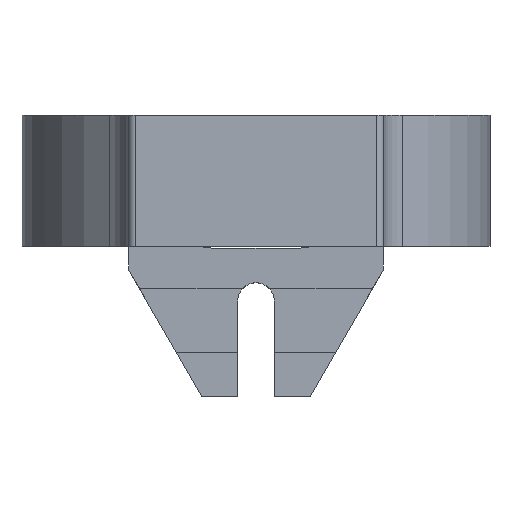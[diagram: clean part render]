
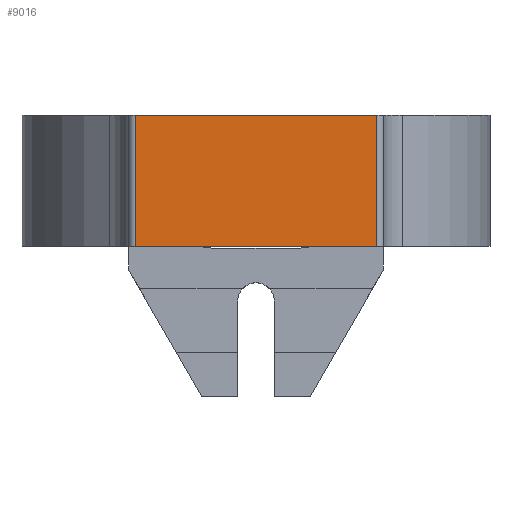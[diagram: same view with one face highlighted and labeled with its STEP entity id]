
A CAD part, front view. The second image highlights one B-rep face of the part: STEP entity #9016.
In plain terms, the highlighted planar face has unit normal (0, -1, 0).
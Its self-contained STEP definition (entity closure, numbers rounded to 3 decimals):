
#601 = LINE ( 'NONE', #12564, #3162 ) ;
#756 = ORIENTED_EDGE ( 'NONE', *, *, #17737, .T. ) ;
#2337 = CARTESIAN_POINT ( 'NONE',  ( -55.759, 12.075, 9. ) ) ;
#2685 = VECTOR ( 'NONE', #6711, 1000. ) ;
#3162 = VECTOR ( 'NONE', #8092, 1000. ) ;
#3209 = LINE ( 'NONE', #13703, #8885 ) ;
#3280 = FACE_OUTER_BOUND ( 'NONE', #4556, .T. ) ;
#3557 = ORIENTED_EDGE ( 'NONE', *, *, #11011, .F. ) ;
#4556 = EDGE_LOOP ( 'NONE', ( #6366, #18572, #756, #3557 ) ) ;
#4749 = AXIS2_PLACEMENT_3D ( 'NONE', #16923, #12123, #12319 ) ;
#5205 = CARTESIAN_POINT ( 'NONE',  ( -55.759, 12.075, 24.8 ) ) ;
#6045 = CARTESIAN_POINT ( 'NONE',  ( -26.859, 12.075, 24.7 ) ) ;
#6255 = VERTEX_POINT ( 'NONE', #11917 ) ;
#6366 = ORIENTED_EDGE ( 'NONE', *, *, #14339, .F. ) ;
#6595 = PLANE ( 'NONE',  #4749 ) ;
#6711 = DIRECTION ( 'NONE',  ( 1., 0., 0. ) ) ;
#8092 = DIRECTION ( 'NONE',  ( 1., 0., 0. ) ) ;
#8198 = VERTEX_POINT ( 'NONE', #6045 ) ;
#8885 = VECTOR ( 'NONE', #13515, 1000. ) ;
#9016 = ADVANCED_FACE ( 'NONE', ( #3280 ), #6595, .F. ) ;
#10085 = VERTEX_POINT ( 'NONE', #10690 ) ;
#10690 = CARTESIAN_POINT ( 'NONE',  ( -55.759, 12.075, 24.7 ) ) ;
#11011 = EDGE_CURVE ( 'NONE', #8198, #6255, #3209, .T. ) ;
#11917 = CARTESIAN_POINT ( 'NONE',  ( -26.859, 12.075, 9. ) ) ;
#12123 = DIRECTION ( 'NONE',  ( 0., 1., 0. ) ) ;
#12319 = DIRECTION ( 'NONE',  ( 1., 0., 0. ) ) ;
#12564 = CARTESIAN_POINT ( 'NONE',  ( -41.309, 12.075, 9. ) ) ;
#12929 = VERTEX_POINT ( 'NONE', #2337 ) ;
#13515 = DIRECTION ( 'NONE',  ( 0., 0., -1. ) ) ;
#13703 = CARTESIAN_POINT ( 'NONE',  ( -26.859, 12.075, 24.8 ) ) ;
#14339 = EDGE_CURVE ( 'NONE', #10085, #8198, #18609, .T. ) ;
#15367 = CARTESIAN_POINT ( 'NONE',  ( -56.559, 12.075, 24.7 ) ) ;
#15532 = LINE ( 'NONE', #5205, #15899 ) ;
#15899 = VECTOR ( 'NONE', #17096, 1000. ) ;
#16923 = CARTESIAN_POINT ( 'NONE',  ( -56.559, 12.075, 24.8 ) ) ;
#17096 = DIRECTION ( 'NONE',  ( 0., 0., 1. ) ) ;
#17737 = EDGE_CURVE ( 'NONE', #12929, #6255, #601, .T. ) ;
#18357 = EDGE_CURVE ( 'NONE', #12929, #10085, #15532, .T. ) ;
#18572 = ORIENTED_EDGE ( 'NONE', *, *, #18357, .F. ) ;
#18609 = LINE ( 'NONE', #15367, #2685 ) ;
